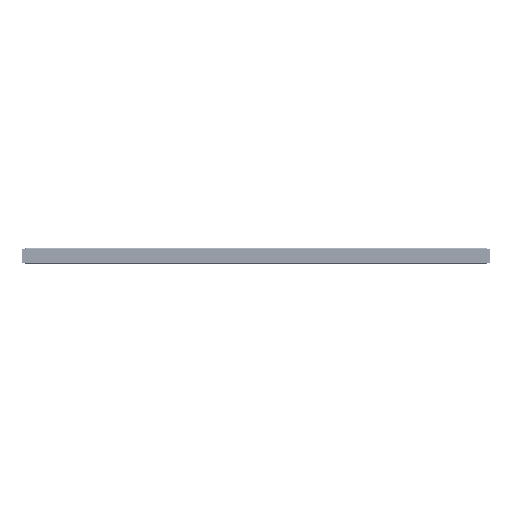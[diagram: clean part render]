
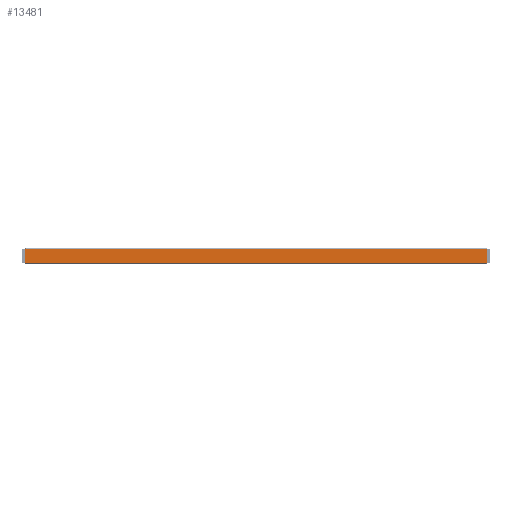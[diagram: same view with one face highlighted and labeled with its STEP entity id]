
A CAD part, front view. The second image highlights one B-rep face of the part: STEP entity #13481.
In plain terms, the highlighted planar face has unit normal (0, -1, 0).
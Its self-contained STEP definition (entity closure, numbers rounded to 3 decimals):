
#10854=FACE_OUTER_BOUND('',#25979,.T.);
#13481=ADVANCED_FACE('',(#10854),#17497,.T.);
#17497=PLANE('',#77202);
#25979=EDGE_LOOP('',(#32910,#32911,#32912,#32913,#32914,#32915,#32916,#32917));
#32910=ORIENTED_EDGE('',*,*,#57710,.T.);
#32911=ORIENTED_EDGE('',*,*,#57711,.F.);
#32912=ORIENTED_EDGE('',*,*,#57712,.T.);
#32913=ORIENTED_EDGE('',*,*,#57713,.T.);
#32914=ORIENTED_EDGE('',*,*,#57714,.T.);
#32915=ORIENTED_EDGE('',*,*,#57715,.F.);
#32916=ORIENTED_EDGE('',*,*,#57716,.T.);
#32917=ORIENTED_EDGE('',*,*,#57717,.T.);
#51158=VERTEX_POINT('',#103544);
#51159=VERTEX_POINT('',#103545);
#51160=VERTEX_POINT('',#103547);
#51161=VERTEX_POINT('',#103549);
#51162=VERTEX_POINT('',#103551);
#51163=VERTEX_POINT('',#103553);
#51164=VERTEX_POINT('',#103555);
#51165=VERTEX_POINT('',#103557);
#57710=EDGE_CURVE('',#51158,#51159,#66742,.T.);
#57711=EDGE_CURVE('',#51160,#51159,#66743,.T.);
#57712=EDGE_CURVE('',#51160,#51161,#66744,.T.);
#57713=EDGE_CURVE('',#51161,#51162,#66745,.T.);
#57714=EDGE_CURVE('',#51162,#51163,#66746,.T.);
#57715=EDGE_CURVE('',#51164,#51163,#66747,.T.);
#57716=EDGE_CURVE('',#51164,#51165,#66748,.T.);
#57717=EDGE_CURVE('',#51165,#51158,#66749,.T.);
#66742=LINE('',#103543,#72058);
#66743=LINE('',#103546,#72059);
#66744=LINE('',#103548,#72060);
#66745=LINE('',#103550,#72061);
#66746=LINE('',#103552,#72062);
#66747=LINE('',#103554,#72063);
#66748=LINE('',#103556,#72064);
#66749=LINE('',#103558,#72065);
#72058=VECTOR('',#84161,1.);
#72059=VECTOR('',#84162,1.);
#72060=VECTOR('',#84163,1.);
#72061=VECTOR('',#84164,1.);
#72062=VECTOR('',#84165,1.);
#72063=VECTOR('',#84166,1.);
#72064=VECTOR('',#84167,1.);
#72065=VECTOR('',#84168,1.);
#77202=AXIS2_PLACEMENT_3D('',#103559,#84169,#84170);
#84161=DIRECTION('',(-1.,0.,0.));
#84162=DIRECTION('',(0.577,0.,0.816));
#84163=DIRECTION('',(0.,0.,-1.));
#84164=DIRECTION('',(0.577,0.,-0.816));
#84165=DIRECTION('',(1.,0.,0.));
#84166=DIRECTION('',(-0.577,0.,-0.816));
#84167=DIRECTION('',(0.,0.,1.));
#84168=DIRECTION('',(-0.577,0.,0.816));
#84169=DIRECTION('',(0.,-1.,0.));
#84170=DIRECTION('',(-1.,0.,0.));
#103543=CARTESIAN_POINT('',(-175.,-6.,5.5));
#103544=CARTESIAN_POINT('',(174.3,-6.,5.5));
#103545=CARTESIAN_POINT('',(-174.3,-6.,5.5));
#103546=CARTESIAN_POINT('',(-174.582,-6.,5.101));
#103547=CARTESIAN_POINT('',(-174.5,-6.,5.217));
#103548=CARTESIAN_POINT('',(-174.5,-6.,-5.5));
#103549=CARTESIAN_POINT('',(-174.5,-6.,-5.217));
#103550=CARTESIAN_POINT('',(-179.954,-6.,2.497));
#103551=CARTESIAN_POINT('',(-174.3,-6.,-5.5));
#103552=CARTESIAN_POINT('',(-175.,-6.,-5.5));
#103553=CARTESIAN_POINT('',(174.3,-6.,-5.5));
#103554=CARTESIAN_POINT('',(174.582,-6.,-5.101));
#103555=CARTESIAN_POINT('',(174.5,-6.,-5.217));
#103556=CARTESIAN_POINT('',(174.5,-6.,6.));
#103557=CARTESIAN_POINT('',(174.5,-6.,5.217));
#103558=CARTESIAN_POINT('',(57.631,-6.,170.495));
#103559=CARTESIAN_POINT('',(-175.,-6.,6.));
